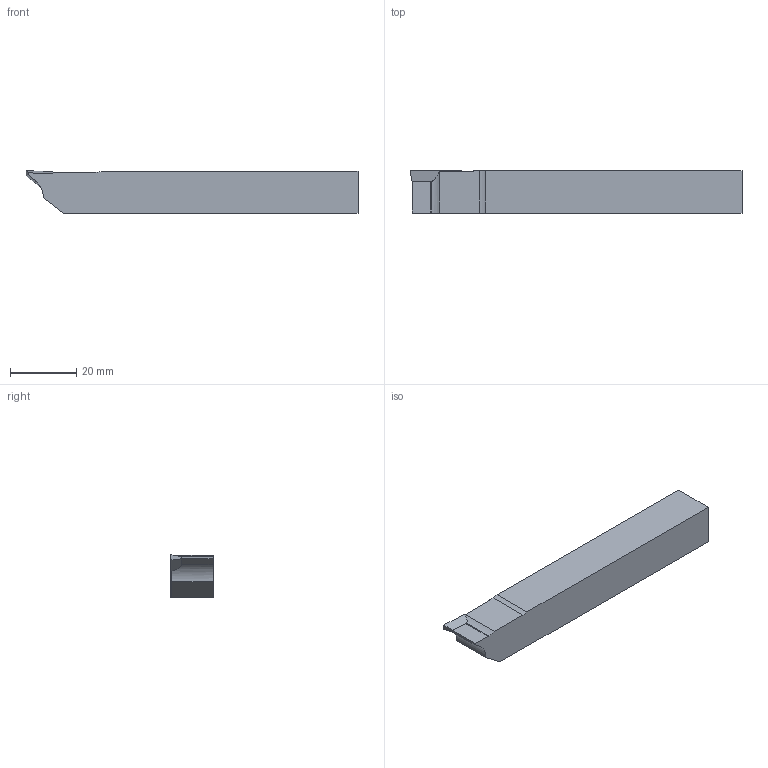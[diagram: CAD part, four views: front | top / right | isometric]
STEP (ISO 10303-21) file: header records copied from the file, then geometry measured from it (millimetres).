
FILE_DESCRIPTION (( 'STEP AP214' ), '1' );
FILE_NAME ('ISO-281-05.STEP', '2017-07-31T09:08:29', ( '' ), ( '' ), 'SwSTEP 2.0', 'SolidWorks 2016', '' );
FILE_SCHEMA (( 'AUTOMOTIVE_DESIGN' ));
Length unit declared in the file: millimetre
Products named in the file (2): ISO-281-05
Bounding box: 100 x 12.7 x 12.9 mm (x, y, z)
Volume: 15163.4 mm3; surface area: 5174 mm2
Topology: 1 solids, 1 shells, 23 faces, 61 edges, 40 vertices
Faces by surface type: plane 19, cylinder 4
Entity records: 832 total; most frequent: CARTESIAN_POINT 135, ORIENTED_EDGE 122, DIRECTION 115, EDGE_CURVE 61, VECTOR 51, LINE 51, VERTEX_POINT 40, AXIS2_PLACEMENT_3D 32
